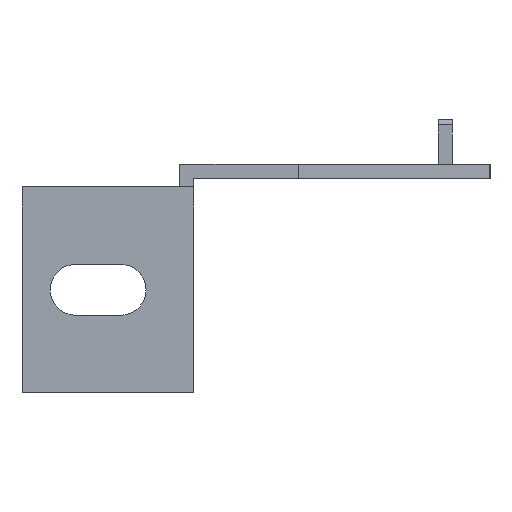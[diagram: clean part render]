
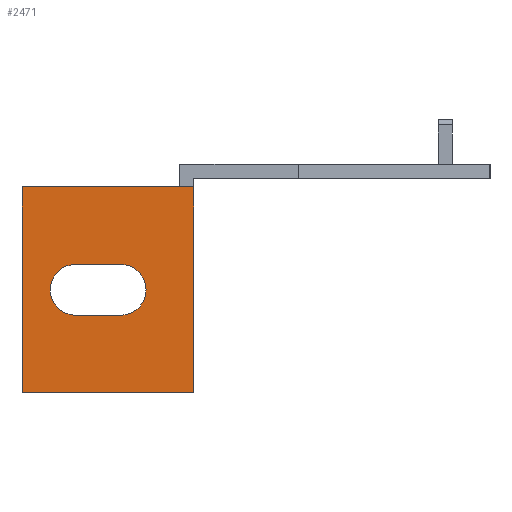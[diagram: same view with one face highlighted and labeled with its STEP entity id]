
A CAD part, left-side view. The second image highlights one B-rep face of the part: STEP entity #2471.
In plain terms, the highlighted planar face has unit normal (-1, 0, 0).
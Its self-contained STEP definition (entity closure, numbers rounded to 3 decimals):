
#10 = CARTESIAN_POINT ( 'NONE',  ( -253., 28., 18.25 ) ) ;
#50 = DIRECTION ( 'NONE',  ( 0., 0., -1. ) ) ;
#73 = CARTESIAN_POINT ( 'NONE',  ( -253., 28., 4.5 ) ) ;
#77 = ORIENTED_EDGE ( 'NONE', *, *, #630, .T. ) ;
#101 = ORIENTED_EDGE ( 'NONE', *, *, #208, .T. ) ;
#208 = EDGE_CURVE ( 'NONE', #916, #1249, #842, .T. ) ;
#222 = EDGE_CURVE ( 'NONE', #1094, #3388, #1111, .T. ) ;
#242 = DIRECTION ( 'NONE',  ( 0., -1., 0. ) ) ;
#243 = LINE ( 'NONE', #1230, #1751 ) ;
#370 = VERTEX_POINT ( 'NONE', #576 ) ;
#434 = EDGE_CURVE ( 'NONE', #451, #486, #2702, .T. ) ;
#451 = VERTEX_POINT ( 'NONE', #1741 ) ;
#486 = VERTEX_POINT ( 'NONE', #2388 ) ;
#493 = CARTESIAN_POINT ( 'NONE',  ( -253., 1.5, 18.25 ) ) ;
#522 = DIRECTION ( 'NONE',  ( 0., -1., 0. ) ) ;
#540 = CARTESIAN_POINT ( 'NONE',  ( -253., 28., -4.5 ) ) ;
#576 = CARTESIAN_POINT ( 'NONE',  ( -253., 10.5, -4.5 ) ) ;
#630 = EDGE_CURVE ( 'NONE', #840, #370, #928, .T. ) ;
#680 = CIRCLE ( 'NONE', #3087, 4.5 ) ;
#695 = DIRECTION ( 'NONE',  ( 1., 0., 0. ) ) ;
#741 = EDGE_CURVE ( 'NONE', #1249, #840, #3394, .T. ) ;
#785 = CARTESIAN_POINT ( 'NONE',  ( -253., 10.5, 4.5 ) ) ;
#840 = VERTEX_POINT ( 'NONE', #1810 ) ;
#842 = LINE ( 'NONE', #73, #1231 ) ;
#916 = VERTEX_POINT ( 'NONE', #2183 ) ;
#922 = EDGE_LOOP ( 'NONE', ( #3641, #2834, #1823, #1422 ) ) ;
#928 = CIRCLE ( 'NONE', #1100, 4.5 ) ;
#938 = DIRECTION ( 'NONE',  ( 0., -1., 0. ) ) ;
#973 = CARTESIAN_POINT ( 'NONE',  ( -253., 10.5, 0. ) ) ;
#995 = DIRECTION ( 'NONE',  ( 1., 0., 0. ) ) ;
#1002 = DIRECTION ( 'NONE',  ( 0., -1., 0. ) ) ;
#1091 = VERTEX_POINT ( 'NONE', #3804 ) ;
#1094 = VERTEX_POINT ( 'NONE', #3555 ) ;
#1100 = AXIS2_PLACEMENT_3D ( 'NONE', #3833, #3849, #3867 ) ;
#1111 = LINE ( 'NONE', #10, #1348 ) ;
#1150 = DIRECTION ( 'NONE',  ( 0., 0., -1. ) ) ;
#1230 = CARTESIAN_POINT ( 'NONE',  ( -253., 28., -18.25 ) ) ;
#1231 = VECTOR ( 'NONE', #242, 1000. ) ;
#1249 = VERTEX_POINT ( 'NONE', #785 ) ;
#1331 = CARTESIAN_POINT ( 'NONE',  ( -253., -2.5, 18.25 ) ) ;
#1348 = VECTOR ( 'NONE', #50, 1000. ) ;
#1422 = ORIENTED_EDGE ( 'NONE', *, *, #434, .F. ) ;
#1741 = CARTESIAN_POINT ( 'NONE',  ( -253., -2.5, 18.25 ) ) ;
#1751 = VECTOR ( 'NONE', #938, 1000. ) ;
#1810 = CARTESIAN_POINT ( 'NONE',  ( -253., 6., 0. ) ) ;
#1823 = ORIENTED_EDGE ( 'NONE', *, *, #3462, .T. ) ;
#1983 = LINE ( 'NONE', #540, #3495 ) ;
#2153 = CARTESIAN_POINT ( 'NONE',  ( -253., 28., 18.25 ) ) ;
#2164 = DIRECTION ( 'NONE',  ( -1., 0., 0. ) ) ;
#2183 = CARTESIAN_POINT ( 'NONE',  ( -253., 18.5, 4.5 ) ) ;
#2186 = AXIS2_PLACEMENT_3D ( 'NONE', #973, #995, #1002 ) ;
#2287 = EDGE_LOOP ( 'NONE', ( #3264, #101, #2916, #77, #3788 ) ) ;
#2310 = DIRECTION ( 'NONE',  ( 0., -1., 0. ) ) ;
#2327 = PLANE ( 'NONE',  #3762 ) ;
#2388 = CARTESIAN_POINT ( 'NONE',  ( -253., -2.5, -18.25 ) ) ;
#2471 = ADVANCED_FACE ( 'NONE', ( #3091, #3683 ), #2327, .T. ) ;
#2496 = CARTESIAN_POINT ( 'NONE',  ( -253., 18.5, 0. ) ) ;
#2507 = VECTOR ( 'NONE', #1150, 1000. ) ;
#2591 = CARTESIAN_POINT ( 'NONE',  ( -253., 28., -18.25 ) ) ;
#2702 = LINE ( 'NONE', #1331, #2507 ) ;
#2732 = EDGE_CURVE ( 'NONE', #1094, #451, #2945, .T. ) ;
#2797 = DIRECTION ( 'NONE',  ( 0., -1., 0. ) ) ;
#2834 = ORIENTED_EDGE ( 'NONE', *, *, #222, .T. ) ;
#2916 = ORIENTED_EDGE ( 'NONE', *, *, #741, .T. ) ;
#2945 = LINE ( 'NONE', #493, #3374 ) ;
#2989 = DIRECTION ( 'NONE',  ( 0., 1., 0. ) ) ;
#3087 = AXIS2_PLACEMENT_3D ( 'NONE', #2496, #695, #2797 ) ;
#3091 = FACE_OUTER_BOUND ( 'NONE', #922, .T. ) ;
#3111 = EDGE_CURVE ( 'NONE', #370, #1091, #1983, .T. ) ;
#3264 = ORIENTED_EDGE ( 'NONE', *, *, #3629, .T. ) ;
#3374 = VECTOR ( 'NONE', #522, 1000. ) ;
#3388 = VERTEX_POINT ( 'NONE', #2591 ) ;
#3394 = CIRCLE ( 'NONE', #2186, 4.5 ) ;
#3462 = EDGE_CURVE ( 'NONE', #3388, #486, #243, .T. ) ;
#3495 = VECTOR ( 'NONE', #2989, 1000. ) ;
#3555 = CARTESIAN_POINT ( 'NONE',  ( -253., 28., 18.25 ) ) ;
#3629 = EDGE_CURVE ( 'NONE', #1091, #916, #680, .T. ) ;
#3641 = ORIENTED_EDGE ( 'NONE', *, *, #2732, .F. ) ;
#3683 = FACE_BOUND ( 'NONE', #2287, .T. ) ;
#3762 = AXIS2_PLACEMENT_3D ( 'NONE', #2153, #2164, #2310 ) ;
#3788 = ORIENTED_EDGE ( 'NONE', *, *, #3111, .T. ) ;
#3804 = CARTESIAN_POINT ( 'NONE',  ( -253., 18.5, -4.5 ) ) ;
#3833 = CARTESIAN_POINT ( 'NONE',  ( -253., 10.5, 0. ) ) ;
#3849 = DIRECTION ( 'NONE',  ( 1., 0., 0. ) ) ;
#3867 = DIRECTION ( 'NONE',  ( 0., -1., 0. ) ) ;
